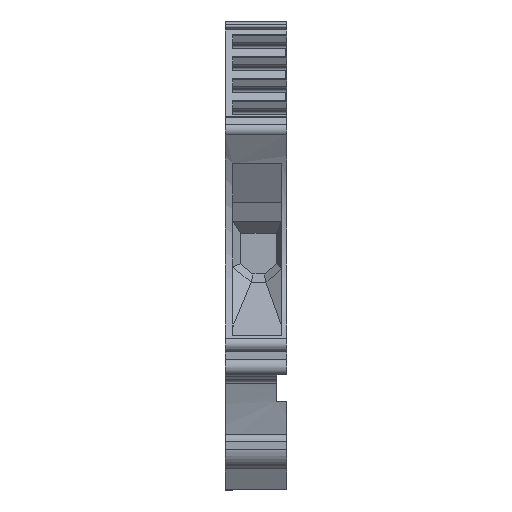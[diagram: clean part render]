
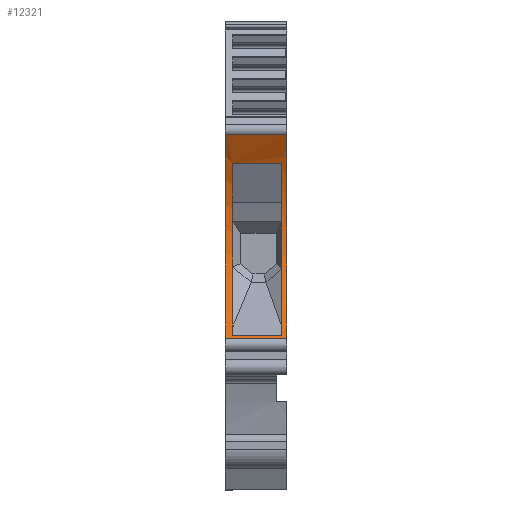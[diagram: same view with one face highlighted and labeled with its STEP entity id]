
A CAD part, front view. The second image highlights one B-rep face of the part: STEP entity #12321.
In plain terms, the highlighted cylindrical face has radius 14.75 mm (diameter 29.5 mm), a partial arc.
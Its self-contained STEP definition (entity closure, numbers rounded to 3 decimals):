
#10534=AXIS2_PLACEMENT_3D('Circle Axis2P3D',#10532,#10533,$) ;
#12283=AXIS2_PLACEMENT_3D('Cylinder Axis2P3D',#12280,#12281,#12282) ;
#12287=AXIS2_PLACEMENT_3D('Circle Axis2P3D',#12285,#12286,$) ;
#12294=AXIS2_PLACEMENT_3D('Circle Axis2P3D',#12292,#12293,$) ;
#12312=AXIS2_PLACEMENT_3D('Circle Axis2P3D',#12310,#12311,$) ;
#10459=CARTESIAN_POINT('Vertex',(5.6,3.225,15.264)) ;
#10489=CARTESIAN_POINT('Vertex',(0.75,3.225,15.264)) ;
#10492=CARTESIAN_POINT('Line Origine',(3.175,3.225,15.264)) ;
#10532=CARTESIAN_POINT('Axis2P3D Location',(5.6,-6.468,26.382)) ;
#10536=CARTESIAN_POINT('Vertex',(5.6,7.065,32.25)) ;
#10582=CARTESIAN_POINT('Line Origine',(3.175,7.065,32.25)) ;
#10586=CARTESIAN_POINT('Vertex',(0.75,7.065,32.25)) ;
#12258=CARTESIAN_POINT('Vertex',(6.1,5.407,35.131)) ;
#12265=CARTESIAN_POINT('Vertex',(0.,5.407,35.131)) ;
#12268=CARTESIAN_POINT('Line Origine',(2.55,5.407,35.131)) ;
#12280=CARTESIAN_POINT('Axis2P3D Location',(3.05,-6.468,26.382)) ;
#12285=CARTESIAN_POINT('Axis2P3D Location',(6.1,-6.468,26.382)) ;
#12289=CARTESIAN_POINT('Vertex',(6.1,2.889,14.98)) ;
#12292=CARTESIAN_POINT('Axis2P3D Location',(0.,-6.468,26.382)) ;
#12296=CARTESIAN_POINT('Vertex',(0.,2.889,14.98)) ;
#12299=CARTESIAN_POINT('Line Origine',(2.55,2.889,14.98)) ;
#12310=CARTESIAN_POINT('Axis2P3D Location',(0.75,-6.468,26.382)) ;
#10493=DIRECTION('Vector Direction',(-1.,0.,0.)) ;
#10533=DIRECTION('Axis2P3D Direction',(-1.,0.,0.)) ;
#10583=DIRECTION('Vector Direction',(-1.,0.,0.)) ;
#12269=DIRECTION('Vector Direction',(-1.,0.,0.)) ;
#12281=DIRECTION('Axis2P3D Direction',(-1.,0.,0.)) ;
#12282=DIRECTION('Axis2P3D XDirection',(0.,0.805,0.593)) ;
#12286=DIRECTION('Axis2P3D Direction',(-1.,0.,0.)) ;
#12293=DIRECTION('Axis2P3D Direction',(-1.,0.,0.)) ;
#12300=DIRECTION('Vector Direction',(-1.,0.,0.)) ;
#12311=DIRECTION('Axis2P3D Direction',(-1.,0.,0.)) ;
#10494=VECTOR('Line Direction',#10493,1.) ;
#10584=VECTOR('Line Direction',#10583,1.) ;
#12270=VECTOR('Line Direction',#12269,1.) ;
#12301=VECTOR('Line Direction',#12300,1.) ;
#12305=ORIENTED_EDGE('',*,*,#12291,.T.) ;
#12306=ORIENTED_EDGE('',*,*,#12272,.F.) ;
#12307=ORIENTED_EDGE('',*,*,#12298,.F.) ;
#12308=ORIENTED_EDGE('',*,*,#12303,.T.) ;
#12316=ORIENTED_EDGE('',*,*,#10538,.T.) ;
#12317=ORIENTED_EDGE('',*,*,#10496,.T.) ;
#12318=ORIENTED_EDGE('',*,*,#12314,.T.) ;
#12319=ORIENTED_EDGE('',*,*,#10588,.F.) ;
#12320=FACE_BOUND('',#12315,.T.) ;
#12321=ADVANCED_FACE('KLTR',(#12309,#12320),#12284,.F.) ;
#10535=CIRCLE('generated circle',#10534,14.75) ;
#12288=CIRCLE('generated circle',#12287,14.75) ;
#12295=CIRCLE('generated circle',#12294,14.75) ;
#12313=CIRCLE('generated circle',#12312,14.75) ;
#12284=CYLINDRICAL_SURFACE('generated cylinder',#12283,14.75) ;
#10496=EDGE_CURVE('',#10460,#10490,#10495,.T.) ;
#10538=EDGE_CURVE('',#10537,#10460,#10535,.T.) ;
#10588=EDGE_CURVE('',#10537,#10587,#10585,.T.) ;
#12272=EDGE_CURVE('',#12266,#12259,#12271,.F.) ;
#12291=EDGE_CURVE('',#12290,#12259,#12288,.F.) ;
#12298=EDGE_CURVE('',#12297,#12266,#12295,.F.) ;
#12303=EDGE_CURVE('',#12297,#12290,#12302,.F.) ;
#12314=EDGE_CURVE('',#10490,#10587,#12313,.F.) ;
#12304=EDGE_LOOP('',(#12305,#12306,#12307,#12308)) ;
#12315=EDGE_LOOP('',(#12316,#12317,#12318,#12319)) ;
#12309=FACE_OUTER_BOUND('',#12304,.T.) ;
#10495=LINE('Line',#10492,#10494) ;
#10585=LINE('Line',#10582,#10584) ;
#12271=LINE('Line',#12268,#12270) ;
#12302=LINE('Line',#12299,#12301) ;
#10460=VERTEX_POINT('',#10459) ;
#10490=VERTEX_POINT('',#10489) ;
#10537=VERTEX_POINT('',#10536) ;
#10587=VERTEX_POINT('',#10586) ;
#12259=VERTEX_POINT('',#12258) ;
#12266=VERTEX_POINT('',#12265) ;
#12290=VERTEX_POINT('',#12289) ;
#12297=VERTEX_POINT('',#12296) ;
